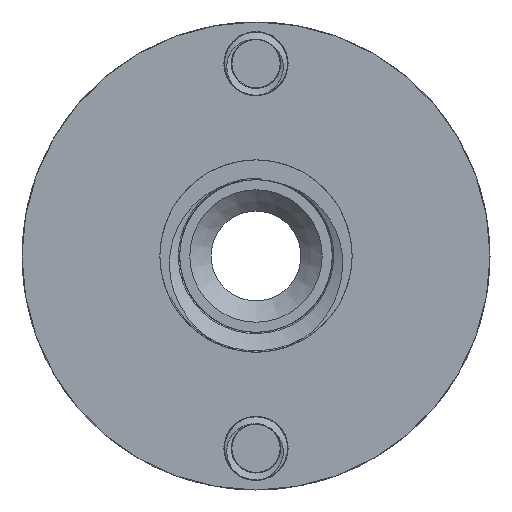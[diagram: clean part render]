
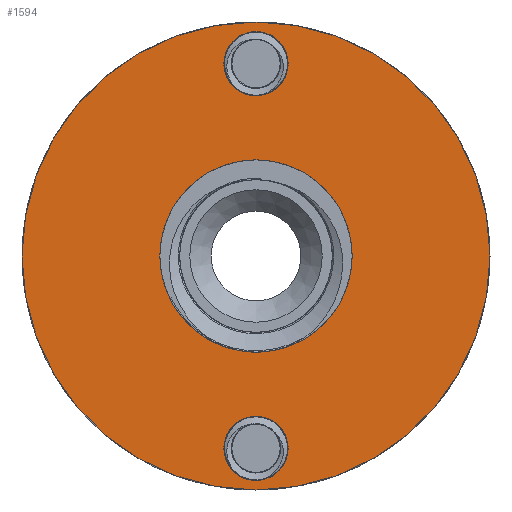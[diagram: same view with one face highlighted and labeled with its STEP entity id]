
A CAD part, left-side view. The second image highlights one B-rep face of the part: STEP entity #1594.
In plain terms, the highlighted planar face has unit normal (-1, 0, 0).
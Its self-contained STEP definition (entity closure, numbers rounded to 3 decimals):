
#239=PLANE('',#1781);
#326=FACE_BOUND('',#599,.T.);
#327=FACE_BOUND('',#600,.T.);
#328=FACE_BOUND('',#601,.T.);
#419=FACE_OUTER_BOUND('',#598,.T.);
#598=EDGE_LOOP('',(#1327));
#599=EDGE_LOOP('',(#1328));
#600=EDGE_LOOP('',(#1329));
#601=EDGE_LOOP('',(#1330));
#646=CIRCLE('',#1634,1.5);
#652=CIRCLE('',#1643,1.5);
#714=CIRCLE('',#1780,10.95);
#715=CIRCLE('',#1782,4.5);
#729=VERTEX_POINT('',#2215);
#735=VERTEX_POINT('',#2230);
#832=VERTEX_POINT('',#2678);
#833=VERTEX_POINT('',#2681);
#883=EDGE_CURVE('',#729,#729,#646,.T.);
#889=EDGE_CURVE('',#735,#735,#652,.T.);
#1008=EDGE_CURVE('',#832,#832,#714,.T.);
#1009=EDGE_CURVE('',#833,#833,#715,.T.);
#1327=ORIENTED_EDGE('',*,*,#1008,.T.);
#1328=ORIENTED_EDGE('',*,*,#883,.T.);
#1329=ORIENTED_EDGE('',*,*,#889,.T.);
#1330=ORIENTED_EDGE('',*,*,#1009,.F.);
#1594=ADVANCED_FACE('',(#419,#326,#327,#328),#239,.T.);
#1634=AXIS2_PLACEMENT_3D('',#2216,#1815,#1816);
#1643=AXIS2_PLACEMENT_3D('',#2231,#1833,#1834);
#1780=AXIS2_PLACEMENT_3D('',#2679,#2153,#2154);
#1781=AXIS2_PLACEMENT_3D('',#2680,#2155,#2156);
#1782=AXIS2_PLACEMENT_3D('',#2682,#2157,#2158);
#1815=DIRECTION('center_axis',(1.,0.,0.));
#1816=DIRECTION('ref_axis',(0.,0.,-1.));
#1833=DIRECTION('center_axis',(1.,0.,0.));
#1834=DIRECTION('ref_axis',(0.,0.,-1.));
#2153=DIRECTION('center_axis',(-1.,0.,0.));
#2154=DIRECTION('ref_axis',(0.,0.,1.));
#2155=DIRECTION('center_axis',(-1.,0.,0.));
#2156=DIRECTION('ref_axis',(0.,0.,1.));
#2157=DIRECTION('center_axis',(-1.,0.,0.));
#2158=DIRECTION('ref_axis',(0.,0.,1.));
#2215=CARTESIAN_POINT('',(-30.,0.,10.5));
#2216=CARTESIAN_POINT('Origin',(-30.,0.,9.));
#2230=CARTESIAN_POINT('',(-30.,0.,-7.5));
#2231=CARTESIAN_POINT('Origin',(-30.,0.,-9.));
#2678=CARTESIAN_POINT('',(-30.,0.,10.95));
#2679=CARTESIAN_POINT('Origin',(-30.,0.,0.));
#2680=CARTESIAN_POINT('Origin',(-30.,0.,4.5));
#2681=CARTESIAN_POINT('',(-30.,0.,4.5));
#2682=CARTESIAN_POINT('Origin',(-30.,0.,0.));
